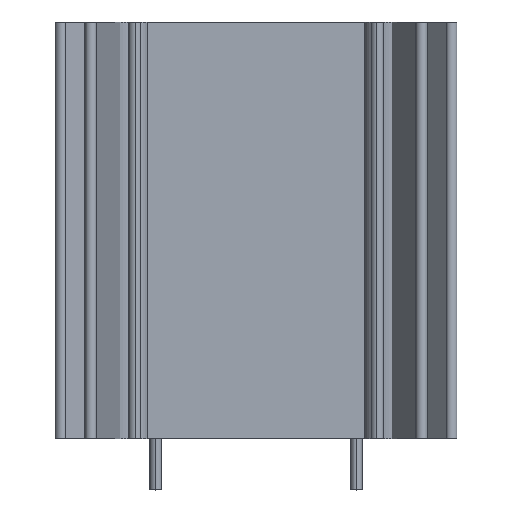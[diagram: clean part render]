
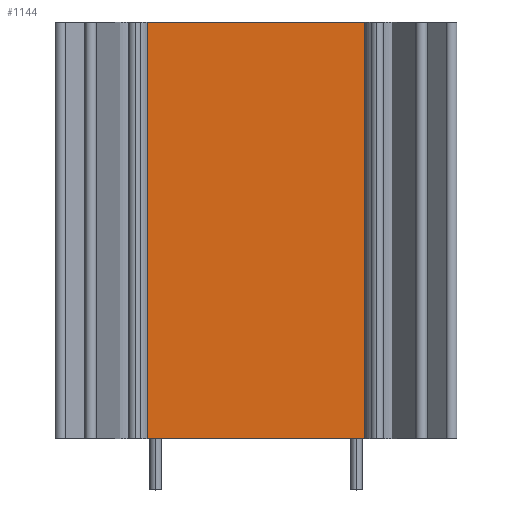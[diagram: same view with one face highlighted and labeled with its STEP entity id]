
A CAD part, top view. The second image highlights one B-rep face of the part: STEP entity #1144.
In plain terms, the highlighted planar face has unit normal (0, 0, 1).
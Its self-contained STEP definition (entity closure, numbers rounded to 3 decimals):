
#200 = LINE ( 'NONE', #982, #2458 ) ;
#301 = ORIENTED_EDGE ( 'NONE', *, *, #3082, .F. ) ;
#555 = VECTOR ( 'NONE', #2507, 1000. ) ;
#698 = VERTEX_POINT ( 'NONE', #3602 ) ;
#772 = AXIS2_PLACEMENT_3D ( 'NONE', #2528, #3745, #2221 ) ;
#982 = CARTESIAN_POINT ( 'NONE',  ( 5.95, 0., -2.6 ) ) ;
#1144 = ADVANCED_FACE ( 'NONE', ( #2693 ), #1359, .F. ) ;
#1303 = VERTEX_POINT ( 'NONE', #2208 ) ;
#1359 = PLANE ( 'NONE',  #772 ) ;
#1375 = LINE ( 'NONE', #1693, #2936 ) ;
#1572 = EDGE_LOOP ( 'NONE', ( #2324, #301, #2403, #3073 ) ) ;
#1625 = CARTESIAN_POINT ( 'NONE',  ( 5.95, 36.5, -2.6 ) ) ;
#1693 = CARTESIAN_POINT ( 'NONE',  ( 9.526, 36.5, -2.6 ) ) ;
#2114 = CARTESIAN_POINT ( 'NONE',  ( -9.526, 0., -2.6 ) ) ;
#2123 = CARTESIAN_POINT ( 'NONE',  ( 9.526, 36.5, -2.6 ) ) ;
#2208 = CARTESIAN_POINT ( 'NONE',  ( 9.526, 0., -2.6 ) ) ;
#2221 = DIRECTION ( 'NONE',  ( -1., 0., 0. ) ) ;
#2324 = ORIENTED_EDGE ( 'NONE', *, *, #2856, .F. ) ;
#2403 = ORIENTED_EDGE ( 'NONE', *, *, #2750, .F. ) ;
#2430 = VERTEX_POINT ( 'NONE', #2123 ) ;
#2458 = VECTOR ( 'NONE', #3026, 1000. ) ;
#2462 = VERTEX_POINT ( 'NONE', #2114 ) ;
#2507 = DIRECTION ( 'NONE',  ( 1., 0., 0. ) ) ;
#2508 = CARTESIAN_POINT ( 'NONE',  ( -9.526, 36.5, -2.6 ) ) ;
#2514 = LINE ( 'NONE', #2508, #3218 ) ;
#2528 = CARTESIAN_POINT ( 'NONE',  ( -9.036, 36.5, -2.6 ) ) ;
#2693 = FACE_OUTER_BOUND ( 'NONE', #1572, .T. ) ;
#2750 = EDGE_CURVE ( 'NONE', #2462, #698, #2514, .T. ) ;
#2813 = DIRECTION ( 'NONE',  ( 0., 1., 0. ) ) ;
#2856 = EDGE_CURVE ( 'NONE', #2430, #1303, #1375, .T. ) ;
#2936 = VECTOR ( 'NONE', #3769, 1000. ) ;
#3026 = DIRECTION ( 'NONE',  ( -1., 0., 0. ) ) ;
#3073 = ORIENTED_EDGE ( 'NONE', *, *, #3419, .F. ) ;
#3082 = EDGE_CURVE ( 'NONE', #698, #2430, #3687, .T. ) ;
#3218 = VECTOR ( 'NONE', #2813, 1000. ) ;
#3419 = EDGE_CURVE ( 'NONE', #1303, #2462, #200, .T. ) ;
#3602 = CARTESIAN_POINT ( 'NONE',  ( -9.526, 36.5, -2.6 ) ) ;
#3687 = LINE ( 'NONE', #1625, #555 ) ;
#3745 = DIRECTION ( 'NONE',  ( 0., 0., -1. ) ) ;
#3769 = DIRECTION ( 'NONE',  ( 0., -1., 0. ) ) ;
